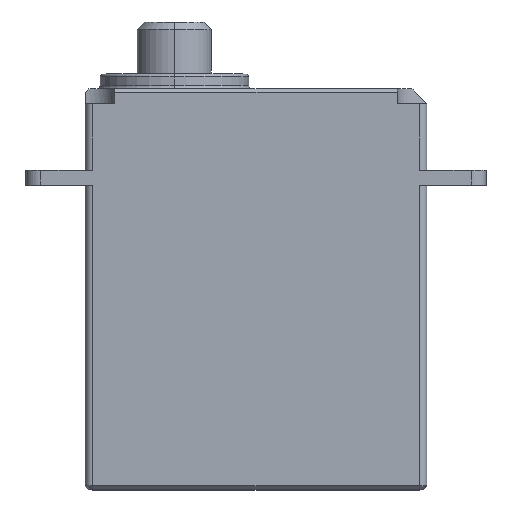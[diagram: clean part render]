
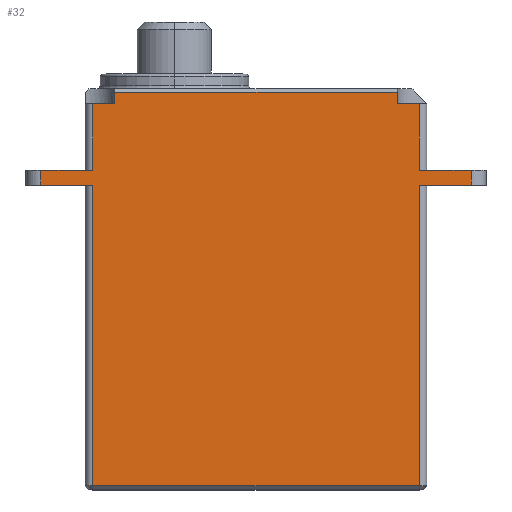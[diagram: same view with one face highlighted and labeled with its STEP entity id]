
A CAD part, top view. The second image highlights one B-rep face of the part: STEP entity #32.
In plain terms, the highlighted planar face has unit normal (0, 0, 1).
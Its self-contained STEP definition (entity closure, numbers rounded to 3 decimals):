
#32 = ADVANCED_FACE ( 'NONE', ( #537 ), #1940, .F. ) ;
#38 = VERTEX_POINT ( 'NONE', #1360 ) ;
#46 = EDGE_CURVE ( 'NONE', #548, #38, #2406, .T. ) ;
#51 = EDGE_CURVE ( 'NONE', #181, #367, #484, .T. ) ;
#57 = DIRECTION ( 'NONE',  ( 0., -1., 0. ) ) ;
#73 = VERTEX_POINT ( 'NONE', #1180 ) ;
#75 = CARTESIAN_POINT ( 'NONE',  ( 9.958, 26., 6.174 ) ) ;
#87 = ORIENTED_EDGE ( 'NONE', *, *, #1049, .T. ) ;
#95 = CARTESIAN_POINT ( 'NONE',  ( -9.042, 26., 6.174 ) ) ;
#116 = CARTESIAN_POINT ( 'NONE',  ( -10.542, 27., 6.174 ) ) ;
#133 = ORIENTED_EDGE ( 'NONE', *, *, #979, .T. ) ;
#179 = VECTOR ( 'NONE', #1690, 1000. ) ;
#180 = LINE ( 'NONE', #2017, #2009 ) ;
#181 = VERTEX_POINT ( 'NONE', #1982 ) ;
#202 = LINE ( 'NONE', #95, #646 ) ;
#206 = DIRECTION ( 'NONE',  ( -1., 0., 0. ) ) ;
#216 = VECTOR ( 'NONE', #1458, 1000. ) ;
#221 = EDGE_CURVE ( 'NONE', #327, #569, #180, .T. ) ;
#230 = VERTEX_POINT ( 'NONE', #1243 ) ;
#238 = CARTESIAN_POINT ( 'NONE',  ( -11.042, 26., 6.174 ) ) ;
#245 = LINE ( 'NONE', #1608, #296 ) ;
#278 = VERTEX_POINT ( 'NONE', #703 ) ;
#286 = ORIENTED_EDGE ( 'NONE', *, *, #51, .F. ) ;
#296 = VECTOR ( 'NONE', #1581, 1000. ) ;
#301 = VECTOR ( 'NONE', #2126, 1000. ) ;
#323 = VERTEX_POINT ( 'NONE', #444 ) ;
#327 = VERTEX_POINT ( 'NONE', #1099 ) ;
#367 = VERTEX_POINT ( 'NONE', #2255 ) ;
#372 = AXIS2_PLACEMENT_3D ( 'NONE', #839, #1745, #426 ) ;
#409 = CARTESIAN_POINT ( 'NONE',  ( -10.542, 21.5, 6.174 ) ) ;
#426 = DIRECTION ( 'NONE',  ( -1., 0., 0. ) ) ;
#444 = CARTESIAN_POINT ( 'NONE',  ( 11.458, 21.5, 6.174 ) ) ;
#479 = DIRECTION ( 'NONE',  ( 1., 0., 0. ) ) ;
#484 = LINE ( 'NONE', #2296, #1541 ) ;
#537 = FACE_OUTER_BOUND ( 'NONE', #1550, .T. ) ;
#548 = VERTEX_POINT ( 'NONE', #2135 ) ;
#569 = VERTEX_POINT ( 'NONE', #640 ) ;
#609 = VECTOR ( 'NONE', #1141, 1000. ) ;
#640 = CARTESIAN_POINT ( 'NONE',  ( 11.458, 20.5, 6.174 ) ) ;
#646 = VECTOR ( 'NONE', #57, 1000. ) ;
#650 = EDGE_CURVE ( 'NONE', #323, #2382, #2204, .T. ) ;
#703 = CARTESIAN_POINT ( 'NONE',  ( -10.542, 0.25, 6.174 ) ) ;
#730 = EDGE_CURVE ( 'NONE', #924, #73, #1468, .T. ) ;
#769 = CARTESIAN_POINT ( 'NONE',  ( -9.042, 26.75, 6.174 ) ) ;
#782 = CARTESIAN_POINT ( 'NONE',  ( 14.958, 21.5, 6.174 ) ) ;
#798 = DIRECTION ( 'NONE',  ( -1., 0., 0. ) ) ;
#815 = LINE ( 'NONE', #865, #1694 ) ;
#838 = DIRECTION ( 'NONE',  ( 1., 0., 0. ) ) ;
#839 = CARTESIAN_POINT ( 'NONE',  ( -11.042, 27., 6.174 ) ) ;
#865 = CARTESIAN_POINT ( 'NONE',  ( 14.958, 20.5, 6.174 ) ) ;
#868 = VECTOR ( 'NONE', #479, 1000. ) ;
#897 = EDGE_CURVE ( 'NONE', #323, #367, #1178, .T. ) ;
#908 = VECTOR ( 'NONE', #206, 1000. ) ;
#920 = CARTESIAN_POINT ( 'NONE',  ( -14.042, 20.5, 6.174 ) ) ;
#923 = LINE ( 'NONE', #1791, #868 ) ;
#924 = VERTEX_POINT ( 'NONE', #920 ) ;
#954 = CARTESIAN_POINT ( 'NONE',  ( -14.042, 20.5, 6.174 ) ) ;
#973 = VECTOR ( 'NONE', #1496, 1000. ) ;
#979 = EDGE_CURVE ( 'NONE', #1955, #1554, #1415, .T. ) ;
#993 = CARTESIAN_POINT ( 'NONE',  ( -14.042, 21.5, 6.174 ) ) ;
#1013 = ORIENTED_EDGE ( 'NONE', *, *, #1407, .T. ) ;
#1049 = EDGE_CURVE ( 'NONE', #278, #327, #1802, .T. ) ;
#1082 = EDGE_CURVE ( 'NONE', #38, #1604, #245, .T. ) ;
#1099 = CARTESIAN_POINT ( 'NONE',  ( 11.458, 0.25, 6.174 ) ) ;
#1139 = EDGE_CURVE ( 'NONE', #73, #278, #2129, .T. ) ;
#1141 = DIRECTION ( 'NONE',  ( 0., 1., 0. ) ) ;
#1178 = LINE ( 'NONE', #2243, #179 ) ;
#1180 = CARTESIAN_POINT ( 'NONE',  ( -10.542, 20.5, 6.174 ) ) ;
#1243 = CARTESIAN_POINT ( 'NONE',  ( -14.042, 21.5, 6.174 ) ) ;
#1346 = DIRECTION ( 'NONE',  ( 0., -1., 0. ) ) ;
#1360 = CARTESIAN_POINT ( 'NONE',  ( -10.542, 26., 6.174 ) ) ;
#1407 = EDGE_CURVE ( 'NONE', #181, #1955, #1697, .T. ) ;
#1415 = LINE ( 'NONE', #769, #908 ) ;
#1421 = EDGE_CURVE ( 'NONE', #1554, #548, #202, .T. ) ;
#1438 = ORIENTED_EDGE ( 'NONE', *, *, #221, .T. ) ;
#1458 = DIRECTION ( 'NONE',  ( 1., 0., 0. ) ) ;
#1468 = LINE ( 'NONE', #1878, #973 ) ;
#1496 = DIRECTION ( 'NONE',  ( 1., 0., 0. ) ) ;
#1523 = CARTESIAN_POINT ( 'NONE',  ( 9.958, 26.75, 6.174 ) ) ;
#1541 = VECTOR ( 'NONE', #1929, 1000. ) ;
#1550 = EDGE_LOOP ( 'NONE', ( #1833, #87, #1438, #2087, #1607, #1658, #2102, #286, #1013, #133, #2147, #2404, #1621, #2319, #2213, #2261 ) ) ;
#1554 = VERTEX_POINT ( 'NONE', #2132 ) ;
#1581 = DIRECTION ( 'NONE',  ( 0., -1., 0. ) ) ;
#1596 = DIRECTION ( 'NONE',  ( 0., 1., 0. ) ) ;
#1604 = VERTEX_POINT ( 'NONE', #409 ) ;
#1607 = ORIENTED_EDGE ( 'NONE', *, *, #1813, .T. ) ;
#1608 = CARTESIAN_POINT ( 'NONE',  ( -10.542, 27., 6.174 ) ) ;
#1621 = ORIENTED_EDGE ( 'NONE', *, *, #1082, .T. ) ;
#1634 = VECTOR ( 'NONE', #1596, 1000. ) ;
#1658 = ORIENTED_EDGE ( 'NONE', *, *, #650, .F. ) ;
#1690 = DIRECTION ( 'NONE',  ( 0., 1., 0. ) ) ;
#1694 = VECTOR ( 'NONE', #1805, 1000. ) ;
#1697 = LINE ( 'NONE', #75, #1634 ) ;
#1735 = EDGE_CURVE ( 'NONE', #569, #2287, #923, .T. ) ;
#1745 = DIRECTION ( 'NONE',  ( 0., 0., -1. ) ) ;
#1791 = CARTESIAN_POINT ( 'NONE',  ( -14.042, 20.5, 6.174 ) ) ;
#1802 = LINE ( 'NONE', #1956, #2350 ) ;
#1805 = DIRECTION ( 'NONE',  ( 0., 1., 0. ) ) ;
#1813 = EDGE_CURVE ( 'NONE', #2287, #2382, #815, .T. ) ;
#1833 = ORIENTED_EDGE ( 'NONE', *, *, #1139, .T. ) ;
#1878 = CARTESIAN_POINT ( 'NONE',  ( -14.042, 20.5, 6.174 ) ) ;
#1924 = VECTOR ( 'NONE', #798, 1000. ) ;
#1929 = DIRECTION ( 'NONE',  ( 1., 0., 0. ) ) ;
#1940 = PLANE ( 'NONE',  #372 ) ;
#1955 = VERTEX_POINT ( 'NONE', #1523 ) ;
#1956 = CARTESIAN_POINT ( 'NONE',  ( -11.042, 0.25, 6.174 ) ) ;
#1982 = CARTESIAN_POINT ( 'NONE',  ( 9.958, 26., 6.174 ) ) ;
#2009 = VECTOR ( 'NONE', #2195, 1000. ) ;
#2017 = CARTESIAN_POINT ( 'NONE',  ( 11.458, 27., 6.174 ) ) ;
#2068 = VECTOR ( 'NONE', #1346, 1000. ) ;
#2087 = ORIENTED_EDGE ( 'NONE', *, *, #1735, .T. ) ;
#2102 = ORIENTED_EDGE ( 'NONE', *, *, #897, .T. ) ;
#2104 = LINE ( 'NONE', #954, #609 ) ;
#2122 = EDGE_CURVE ( 'NONE', #924, #230, #2104, .T. ) ;
#2126 = DIRECTION ( 'NONE',  ( 1., 0., 0. ) ) ;
#2129 = LINE ( 'NONE', #116, #2068 ) ;
#2132 = CARTESIAN_POINT ( 'NONE',  ( -9.042, 26.75, 6.174 ) ) ;
#2135 = CARTESIAN_POINT ( 'NONE',  ( -9.042, 26., 6.174 ) ) ;
#2138 = CARTESIAN_POINT ( 'NONE',  ( 14.958, 20.5, 6.174 ) ) ;
#2147 = ORIENTED_EDGE ( 'NONE', *, *, #1421, .T. ) ;
#2195 = DIRECTION ( 'NONE',  ( 0., 1., 0. ) ) ;
#2198 = CARTESIAN_POINT ( 'NONE',  ( -14.042, 21.5, 6.174 ) ) ;
#2204 = LINE ( 'NONE', #2198, #216 ) ;
#2213 = ORIENTED_EDGE ( 'NONE', *, *, #2122, .F. ) ;
#2237 = LINE ( 'NONE', #993, #301 ) ;
#2243 = CARTESIAN_POINT ( 'NONE',  ( 11.458, 27., 6.174 ) ) ;
#2255 = CARTESIAN_POINT ( 'NONE',  ( 11.458, 26., 6.174 ) ) ;
#2261 = ORIENTED_EDGE ( 'NONE', *, *, #730, .T. ) ;
#2272 = EDGE_CURVE ( 'NONE', #230, #1604, #2237, .T. ) ;
#2287 = VERTEX_POINT ( 'NONE', #2138 ) ;
#2296 = CARTESIAN_POINT ( 'NONE',  ( -11.042, 26., 6.174 ) ) ;
#2319 = ORIENTED_EDGE ( 'NONE', *, *, #2272, .F. ) ;
#2350 = VECTOR ( 'NONE', #838, 1000. ) ;
#2382 = VERTEX_POINT ( 'NONE', #782 ) ;
#2404 = ORIENTED_EDGE ( 'NONE', *, *, #46, .T. ) ;
#2406 = LINE ( 'NONE', #238, #1924 ) ;
